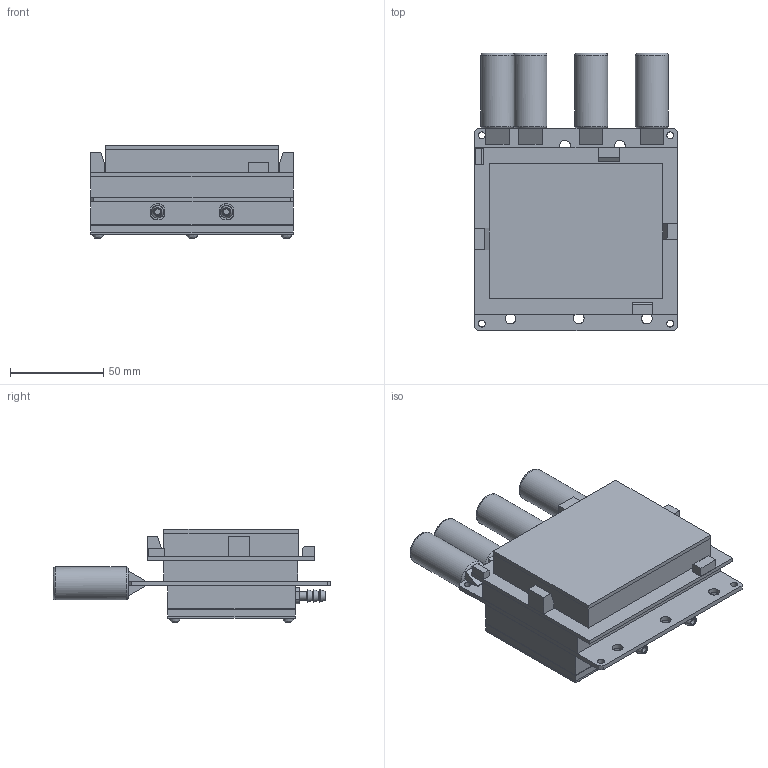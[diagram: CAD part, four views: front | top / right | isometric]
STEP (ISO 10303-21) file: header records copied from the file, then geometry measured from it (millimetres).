
FILE_DESCRIPTION(('FreeCAD Model'),'2;1');
FILE_NAME('Open CASCADE Shape Model','2025-05-03T13:15:40',('FreeCAD'),( 'FreeCAD'),'Open CASCADE STEP processor 7.6','FreeCAD','Unknown');
FILE_SCHEMA(('AUTOMOTIVE_DESIGN { 1 0 10303 214 1 1 1 1 }'));
Length unit declared in the file: millimetre
Products named in the file (1): Open CASCADE STEP translator 7.6 1
Bounding box: 108.3 x 148.38 x 49.79 mm (x, y, z)
Volume: 404869 mm3; surface area: 148540.1 mm2
Topology: 32 solids, 32 shells, 442 faces, 954 edges, 578 vertices
Faces by surface type: bspline 442
Entity records: 12771 total; most frequent: CARTESIAN_POINT 6931, ORIENTED_EDGE 1908, EDGE_CURVE 954, B_SPLINE_CURVE_WITH_KNOTS 668, VERTEX_POINT 578, FACE_BOUND 466, EDGE_LOOP 466, ADVANCED_FACE 442
